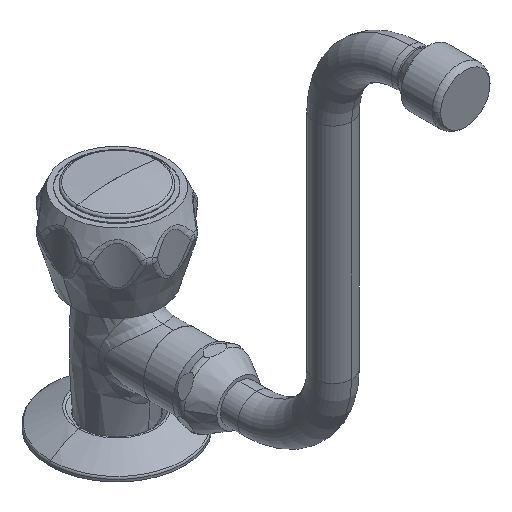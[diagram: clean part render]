
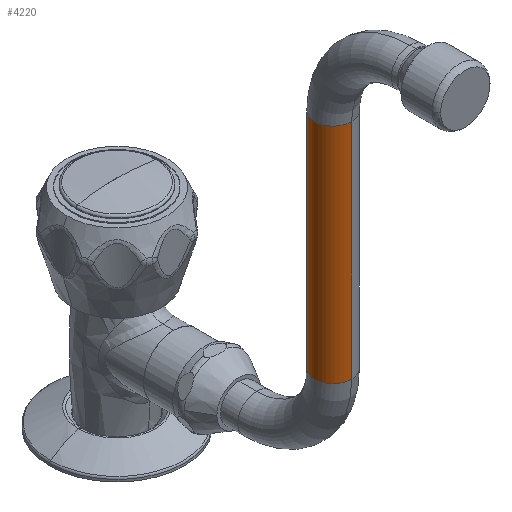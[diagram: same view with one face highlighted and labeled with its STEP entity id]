
A CAD part, isometric view. The second image highlights one B-rep face of the part: STEP entity #4220.
In plain terms, the highlighted cylindrical face has radius 8 mm (diameter 16 mm), a partial arc.
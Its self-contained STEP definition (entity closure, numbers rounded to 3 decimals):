
#813=CARTESIAN_POINT('',(0.,-93.,37.75));
#814=DIRECTION('',(0.,0.,-1.));
#815=DIRECTION('',(0.,-1.,0.));
#816=AXIS2_PLACEMENT_3D('',#813,#814,#815);
#823=CARTESIAN_POINT('',(0.,-93.,133.75));
#824=DIRECTION('',(0.,0.,-1.));
#825=DIRECTION('',(0.,-1.,0.));
#826=AXIS2_PLACEMENT_3D('',#823,#824,#825);
#828=DIRECTION('',(0.,0.,-1.));
#829=VECTOR('',#828,96.);
#830=CARTESIAN_POINT('',(0.,-101.,133.75));
#831=LINE('',#830,#829);
#885=DIRECTION('',(0.,0.,-1.));
#886=VECTOR('',#885,96.);
#887=CARTESIAN_POINT('',(0.,-85.,133.75));
#888=LINE('',#887,#886);
#2988=CARTESIAN_POINT('',(0.,-85.,133.75));
#2989=CARTESIAN_POINT('',(0.,-101.,133.75));
#2990=VERTEX_POINT('',#2988);
#2991=VERTEX_POINT('',#2989);
#2992=CARTESIAN_POINT('',(0.,-85.,37.75));
#2993=CARTESIAN_POINT('',(0.,-101.,37.75));
#2994=VERTEX_POINT('',#2992);
#2995=VERTEX_POINT('',#2993);
#4206=CARTESIAN_POINT('',(0.,-93.,133.75));
#4207=DIRECTION('',(0.,0.,-1.));
#4208=DIRECTION('',(0.,1.,0.));
#4209=AXIS2_PLACEMENT_3D('',#4206,#4207,#4208);
#4210=CYLINDRICAL_SURFACE('',#4209,8.);
#4212=ORIENTED_EDGE('',*,*,#4211,.F.);
#4214=ORIENTED_EDGE('',*,*,#4213,.T.);
#4215=ORIENTED_EDGE('',*,*,#4189,.T.);
#4217=ORIENTED_EDGE('',*,*,#4216,.F.);
#4218=EDGE_LOOP('',(#4212,#4214,#4215,#4217));
#4219=FACE_OUTER_BOUND('',#4218,.F.);
#4220=ADVANCED_FACE('',(#4219),#4210,.T.);
#817=CIRCLE('',#816,8.);
#827=CIRCLE('',#826,8.);
#4189=EDGE_CURVE('',#2995,#2994,#817,.T.);
#4211=EDGE_CURVE('',#2991,#2990,#827,.T.);
#4213=EDGE_CURVE('',#2991,#2995,#831,.T.);
#4216=EDGE_CURVE('',#2990,#2994,#888,.T.);
